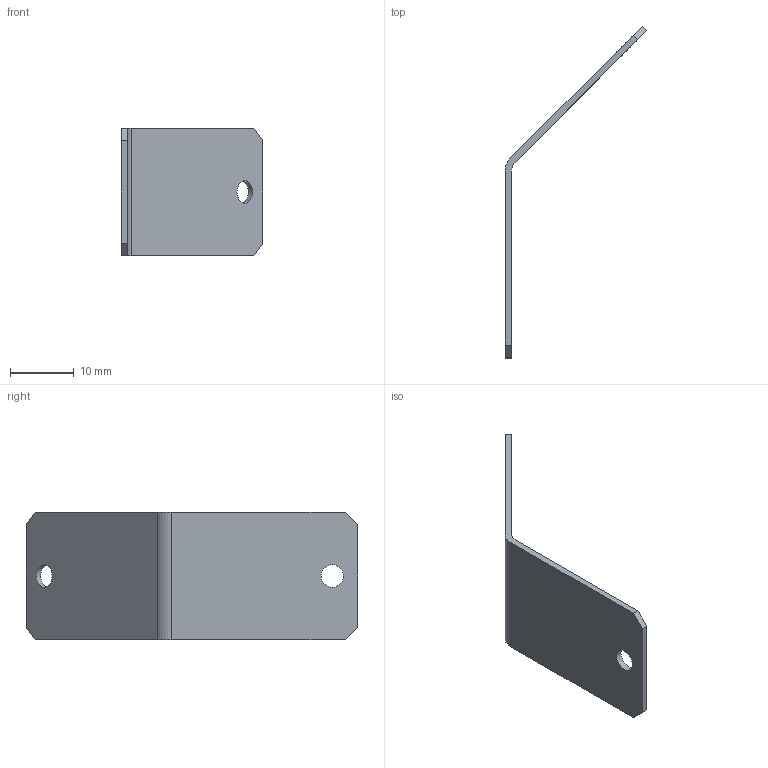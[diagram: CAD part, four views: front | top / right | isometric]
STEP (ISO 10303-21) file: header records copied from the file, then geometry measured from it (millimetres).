
FILE_DESCRIPTION(/* description */ (''),/* implementation_level */ '2;1');
FILE_NAME(/* name */ 'HE-Winkelblech.stp',/* time_stamp */ '2015-01-30T14:19:06+01:00',/* author */ ('Admin'),/* organization */ (''),/* preprocessor_version */ 'ST-DEVELOPER v15.6',/* originating_system */ 'Autodesk Inventor 2015',/* authorisation */ '');
FILE_SCHEMA (('AUTOMOTIVE_DESIGN { 1 0 10303 214 3 1 1 }'));
Length unit declared in the file: millimetre
Products named in the file (1): Winkelblech
Bounding box: 22.21 x 51.92 x 20 mm (x, y, z)
Volume: 1178.9 mm3; surface area: 2535.7 mm2
Topology: 1 solids, 1 shells, 16 faces, 42 edges, 28 vertices
Faces by surface type: plane 12, cylinder 4
Full cylindrical faces by diameter (mm): 3.5 x2
Entity records: 523 total; most frequent: CARTESIAN_POINT 85, DIRECTION 82, ORIENTED_EDGE 80, EDGE_CURVE 40, LINE 32, VECTOR 32, VERTEX_POINT 28, AXIS2_PLACEMENT_3D 25
